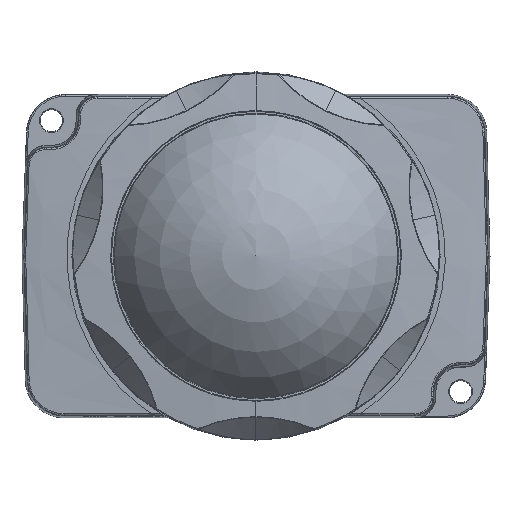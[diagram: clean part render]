
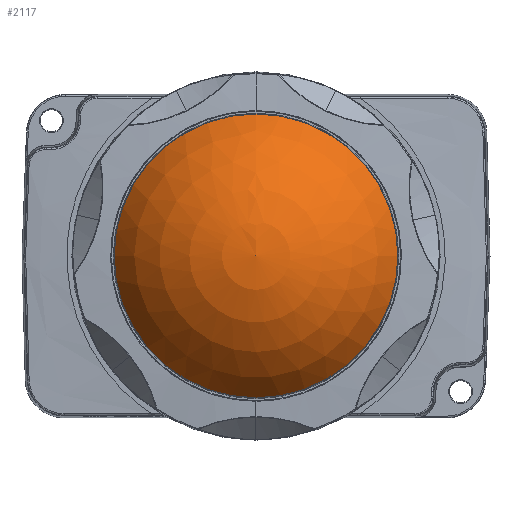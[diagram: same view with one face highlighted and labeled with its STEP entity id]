
A CAD part, top view. The second image highlights one B-rep face of the part: STEP entity #2117.
In plain terms, the highlighted spherical face has radius 32 mm.
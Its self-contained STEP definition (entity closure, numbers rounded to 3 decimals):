
#1253=SPHERICAL_SURFACE('',#5100,32.);
#1606=FACE_OUTER_BOUND('',#2518,.T.);
#2117=ADVANCED_FACE('',(#1606),#1253,.T.);
#2518=EDGE_LOOP('',(#3481));
#2695=CIRCLE('',#5099,27.743);
#3481=ORIENTED_EDGE('',*,*,#4498,.T.);
#4044=VERTEX_POINT('',#10453);
#4498=EDGE_CURVE('',#4044,#4044,#2695,.T.);
#5099=AXIS2_PLACEMENT_3D('',#10452,#5663,#5664);
#5100=AXIS2_PLACEMENT_3D('',#10454,#5665,#5666);
#5663=DIRECTION('',(0.,0.,1.));
#5664=DIRECTION('',(0.,-1.,0.));
#5665=DIRECTION('',(0.,0.,1.));
#5666=DIRECTION('',(0.,1.,0.));
#10452=CARTESIAN_POINT('',(60.,40.,13.088));
#10453=CARTESIAN_POINT('',(60.,12.257,13.088));
#10454=CARTESIAN_POINT('',(60.,40.,-2.859));
